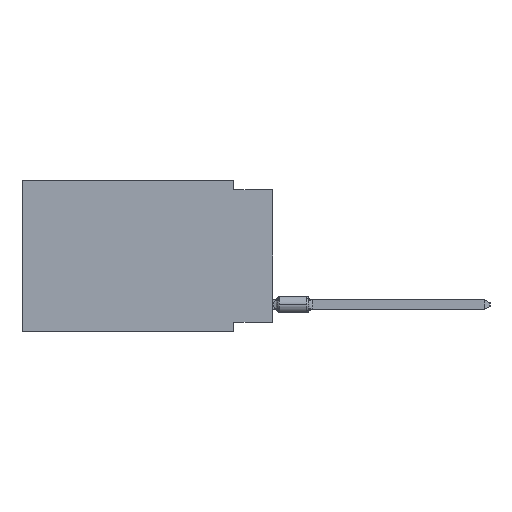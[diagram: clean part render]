
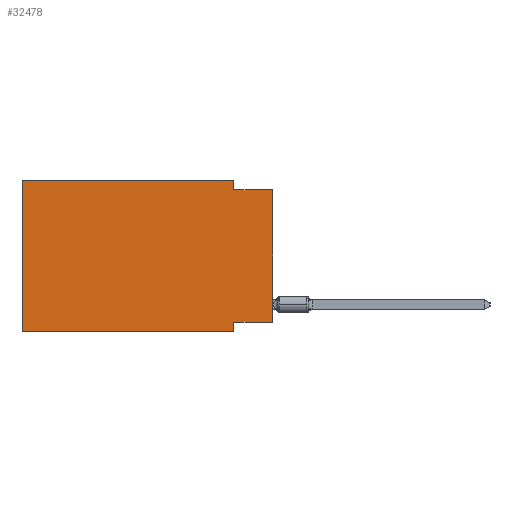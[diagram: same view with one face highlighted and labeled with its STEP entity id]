
A CAD part, left-side view. The second image highlights one B-rep face of the part: STEP entity #32478.
In plain terms, the highlighted planar face has unit normal (-1, 0, 0).
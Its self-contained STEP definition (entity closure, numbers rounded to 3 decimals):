
#524 = VERTEX_POINT ( 'NONE', #37551 ) ;
#1129 = VECTOR ( 'NONE', #48329, 1000. ) ;
#2049 = CARTESIAN_POINT ( 'NONE',  ( 0., 16.383, 0. ) ) ;
#2876 = ORIENTED_EDGE ( 'NONE', *, *, #39479, .F. ) ;
#2896 = LINE ( 'NONE', #19575, #3866 ) ;
#3080 = LINE ( 'NONE', #36370, #7887 ) ;
#3776 = ORIENTED_EDGE ( 'NONE', *, *, #13048, .F. ) ;
#3866 = VECTOR ( 'NONE', #10817, 1000. ) ;
#4648 = LINE ( 'NONE', #38739, #43615 ) ;
#6902 = CARTESIAN_POINT ( 'NONE',  ( 0., 16.383, -9.906 ) ) ;
#7198 = LINE ( 'NONE', #2049, #52554 ) ;
#7887 = VECTOR ( 'NONE', #15650, 1000. ) ;
#8344 = DIRECTION ( 'NONE',  ( 1., 0., 0. ) ) ;
#8996 = EDGE_LOOP ( 'NONE', ( #48206, #39442, #33338, #29289, #2876, #44213, #45607, #3776 ) ) ;
#10817 = DIRECTION ( 'NONE',  ( 0., 0., 1. ) ) ;
#10988 = VERTEX_POINT ( 'NONE', #6902 ) ;
#13048 = EDGE_CURVE ( 'NONE', #24849, #524, #35836, .T. ) ;
#14869 = VECTOR ( 'NONE', #26257, 1000. ) ;
#15112 = CARTESIAN_POINT ( 'NONE',  ( 0., 0., 0. ) ) ;
#15384 = CARTESIAN_POINT ( 'NONE',  ( 0., 0., -9.271 ) ) ;
#15650 = DIRECTION ( 'NONE',  ( 0., 0., -1. ) ) ;
#15777 = EDGE_CURVE ( 'NONE', #524, #24223, #3080, .T. ) ;
#15807 = EDGE_CURVE ( 'NONE', #16964, #17894, #46923, .T. ) ;
#16964 = VERTEX_POINT ( 'NONE', #41704 ) ;
#17790 = CARTESIAN_POINT ( 'NONE',  ( 0., 2.54, 0. ) ) ;
#17894 = VERTEX_POINT ( 'NONE', #30064 ) ;
#19575 = CARTESIAN_POINT ( 'NONE',  ( 0., 16.383, 0. ) ) ;
#21679 = CARTESIAN_POINT ( 'NONE',  ( 0., 0., -0.635 ) ) ;
#22482 = EDGE_CURVE ( 'NONE', #24849, #26621, #31745, .T. ) ;
#24223 = VERTEX_POINT ( 'NONE', #38770 ) ;
#24849 = VERTEX_POINT ( 'NONE', #44231 ) ;
#26257 = DIRECTION ( 'NONE',  ( 0., 0., -1. ) ) ;
#26621 = VERTEX_POINT ( 'NONE', #41153 ) ;
#27412 = CARTESIAN_POINT ( 'NONE',  ( 0., 16.383, 0. ) ) ;
#29289 = ORIENTED_EDGE ( 'NONE', *, *, #52859, .F. ) ;
#30064 = CARTESIAN_POINT ( 'NONE',  ( 0., 2.54, -0.635 ) ) ;
#30105 = DIRECTION ( 'NONE',  ( 0., -1., 0. ) ) ;
#30553 = DIRECTION ( 'NONE',  ( 0., -1., 0. ) ) ;
#31289 = EDGE_CURVE ( 'NONE', #17894, #26621, #42093, .T. ) ;
#31414 = AXIS2_PLACEMENT_3D ( 'NONE', #48477, #8344, #31898 ) ;
#31507 = DIRECTION ( 'NONE',  ( 0., -1., 0. ) ) ;
#31745 = LINE ( 'NONE', #15112, #1129 ) ;
#31898 = DIRECTION ( 'NONE',  ( 0., 0., -1. ) ) ;
#32478 = ADVANCED_FACE ( 'NONE', ( #44147 ), #40346, .F. ) ;
#33338 = ORIENTED_EDGE ( 'NONE', *, *, #15807, .F. ) ;
#35836 = LINE ( 'NONE', #15384, #44974 ) ;
#36370 = CARTESIAN_POINT ( 'NONE',  ( 0., 2.54, -9.906 ) ) ;
#36373 = DIRECTION ( 'NONE',  ( 0., 1., 0. ) ) ;
#36633 = VERTEX_POINT ( 'NONE', #27412 ) ;
#37285 = EDGE_CURVE ( 'NONE', #10988, #24223, #4648, .T. ) ;
#37551 = CARTESIAN_POINT ( 'NONE',  ( 0., 2.54, -9.271 ) ) ;
#38739 = CARTESIAN_POINT ( 'NONE',  ( 0., 16.383, -9.906 ) ) ;
#38770 = CARTESIAN_POINT ( 'NONE',  ( 0., 2.54, -9.906 ) ) ;
#39442 = ORIENTED_EDGE ( 'NONE', *, *, #31289, .F. ) ;
#39479 = EDGE_CURVE ( 'NONE', #10988, #36633, #2896, .T. ) ;
#40346 = PLANE ( 'NONE',  #31414 ) ;
#41153 = CARTESIAN_POINT ( 'NONE',  ( 0., 0., -0.635 ) ) ;
#41704 = CARTESIAN_POINT ( 'NONE',  ( 0., 2.54, 0. ) ) ;
#42093 = LINE ( 'NONE', #21679, #44170 ) ;
#43615 = VECTOR ( 'NONE', #30553, 1000. ) ;
#44147 = FACE_OUTER_BOUND ( 'NONE', #8996, .T. ) ;
#44170 = VECTOR ( 'NONE', #30105, 1000. ) ;
#44213 = ORIENTED_EDGE ( 'NONE', *, *, #37285, .T. ) ;
#44231 = CARTESIAN_POINT ( 'NONE',  ( 0., 0., -9.271 ) ) ;
#44974 = VECTOR ( 'NONE', #36373, 1000. ) ;
#45607 = ORIENTED_EDGE ( 'NONE', *, *, #15777, .F. ) ;
#46923 = LINE ( 'NONE', #17790, #14869 ) ;
#48206 = ORIENTED_EDGE ( 'NONE', *, *, #22482, .T. ) ;
#48329 = DIRECTION ( 'NONE',  ( 0., 0., 1. ) ) ;
#48477 = CARTESIAN_POINT ( 'NONE',  ( 0., 16.383, 0. ) ) ;
#52554 = VECTOR ( 'NONE', #31507, 1000. ) ;
#52859 = EDGE_CURVE ( 'NONE', #36633, #16964, #7198, .T. ) ;
